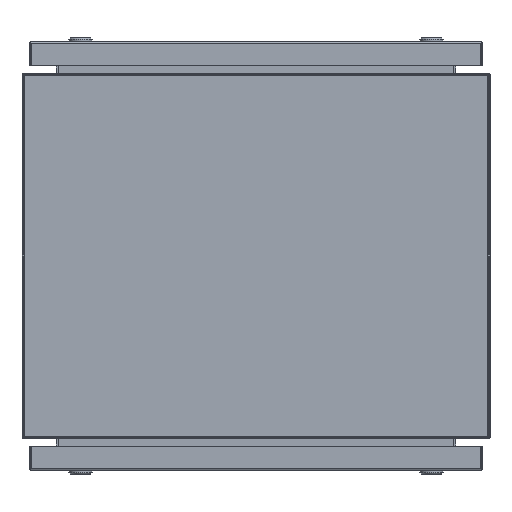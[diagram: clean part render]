
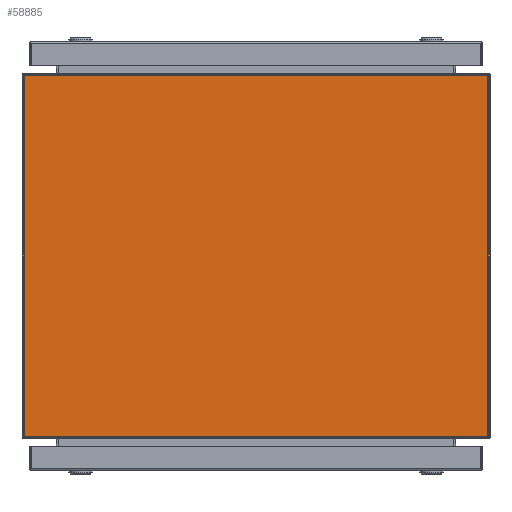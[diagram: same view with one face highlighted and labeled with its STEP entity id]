
A CAD part, left-side view. The second image highlights one B-rep face of the part: STEP entity #58885.
In plain terms, the highlighted planar face has unit normal (-1, 0, 0).
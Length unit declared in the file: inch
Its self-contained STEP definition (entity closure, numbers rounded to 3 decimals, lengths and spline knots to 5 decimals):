
#4615 = LINE ( 'NONE', #15956, #106871 ) ;
#8639 = CARTESIAN_POINT ( 'NONE',  ( -12., -16., 6.2 ) ) ;
#13144 = ORIENTED_EDGE ( 'NONE', *, *, #138231, .T. ) ;
#14310 = VERTEX_POINT ( 'NONE', #32329 ) ;
#15956 = CARTESIAN_POINT ( 'NONE',  ( -12., -0.05, 6.25 ) ) ;
#16711 = AXIS2_PLACEMENT_3D ( 'NONE', #132289, #78102, #68821 ) ;
#17593 = ORIENTED_EDGE ( 'NONE', *, *, #63947, .T. ) ;
#32329 = CARTESIAN_POINT ( 'NONE',  ( -12., -15.95, 6.2 ) ) ;
#34238 = CARTESIAN_POINT ( 'NONE',  ( -12., -0.05, 6.2 ) ) ;
#35446 = VECTOR ( 'NONE', #134360, 39.37008 ) ;
#37883 = CARTESIAN_POINT ( 'NONE',  ( -12., -0.05, -6.2 ) ) ;
#45813 = VECTOR ( 'NONE', #85653, 39.37008 ) ;
#47343 = ORIENTED_EDGE ( 'NONE', *, *, #75466, .T. ) ;
#47364 = LINE ( 'NONE', #90857, #35446 ) ;
#49113 = CARTESIAN_POINT ( 'NONE',  ( -12., -15.95, -6.2 ) ) ;
#55944 = ORIENTED_EDGE ( 'NONE', *, *, #134361, .T. ) ;
#58885 = ADVANCED_FACE ( 'NONE', ( #123019 ), #113024, .F. ) ;
#59582 = DIRECTION ( 'NONE',  ( 0., 0., -1. ) ) ;
#63947 = EDGE_CURVE ( 'NONE', #14310, #70501, #106369, .T. ) ;
#68821 = DIRECTION ( 'NONE',  ( 0., 0., -1. ) ) ;
#70501 = VERTEX_POINT ( 'NONE', #34238 ) ;
#75466 = EDGE_CURVE ( 'NONE', #70501, #102490, #4615, .T. ) ;
#78102 = DIRECTION ( 'NONE',  ( 1., 0., 0. ) ) ;
#85653 = DIRECTION ( 'NONE',  ( 0., 1., 0. ) ) ;
#90857 = CARTESIAN_POINT ( 'NONE',  ( -12., -16., -6.2 ) ) ;
#98594 = EDGE_LOOP ( 'NONE', ( #13144, #17593, #47343, #55944 ) ) ;
#102278 = LINE ( 'NONE', #122962, #136718 ) ;
#102490 = VERTEX_POINT ( 'NONE', #37883 ) ;
#106369 = LINE ( 'NONE', #8639, #45813 ) ;
#106871 = VECTOR ( 'NONE', #59582, 39.37008 ) ;
#109483 = VERTEX_POINT ( 'NONE', #49113 ) ;
#113024 = PLANE ( 'NONE',  #16711 ) ;
#122962 = CARTESIAN_POINT ( 'NONE',  ( -12., -15.95, 6.25 ) ) ;
#123019 = FACE_OUTER_BOUND ( 'NONE', #98594, .T. ) ;
#132289 = CARTESIAN_POINT ( 'NONE',  ( -12., -16., 6.25 ) ) ;
#134360 = DIRECTION ( 'NONE',  ( 0., -1., 0. ) ) ;
#134361 = EDGE_CURVE ( 'NONE', #102490, #109483, #47364, .T. ) ;
#135072 = DIRECTION ( 'NONE',  ( 0., 0., 1. ) ) ;
#136718 = VECTOR ( 'NONE', #135072, 39.37008 ) ;
#138231 = EDGE_CURVE ( 'NONE', #109483, #14310, #102278, .T. ) ;
